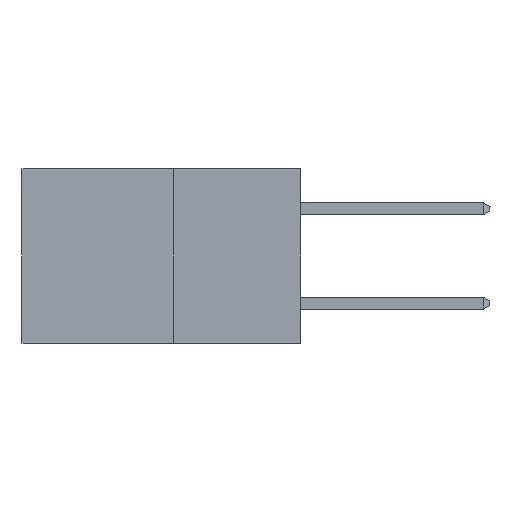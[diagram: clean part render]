
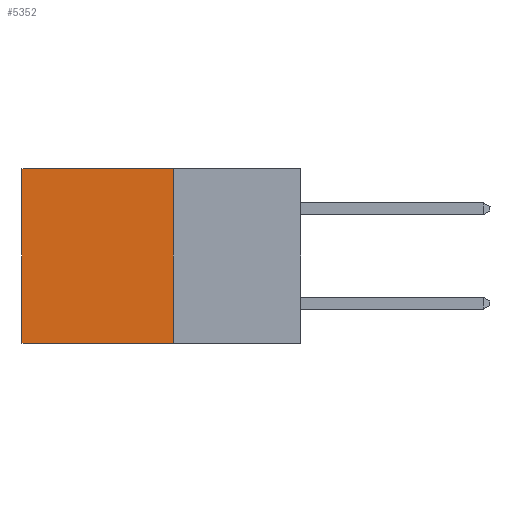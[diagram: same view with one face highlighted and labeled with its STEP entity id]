
A CAD part, left-side view. The second image highlights one B-rep face of the part: STEP entity #5352.
In plain terms, the highlighted planar face has unit normal (-1, 0, 0).
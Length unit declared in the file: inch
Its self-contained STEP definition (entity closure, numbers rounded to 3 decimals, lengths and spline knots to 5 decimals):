
#395 = FACE_OUTER_BOUND ( 'NONE', #10610, .T. ) ;
#882 = PLANE ( 'NONE',  #982 ) ;
#982 = AXIS2_PLACEMENT_3D ( 'NONE', #4262, #1782, #7554 ) ;
#1238 = VERTEX_POINT ( 'NONE', #10598 ) ;
#1374 = DIRECTION ( 'NONE',  ( 0., 1., 0. ) ) ;
#1782 = DIRECTION ( 'NONE',  ( 1., 0., 0. ) ) ;
#2244 = VERTEX_POINT ( 'NONE', #9564 ) ;
#2399 = ORIENTED_EDGE ( 'NONE', *, *, #8292, .T. ) ;
#2516 = VERTEX_POINT ( 'NONE', #7927 ) ;
#2636 = LINE ( 'NONE', #4679, #4854 ) ;
#2898 = CARTESIAN_POINT ( 'NONE',  ( 0.277, 0.27, -0.37 ) ) ;
#4262 = CARTESIAN_POINT ( 'NONE',  ( 0.277, 0.27, -0.37 ) ) ;
#4318 = LINE ( 'NONE', #6383, #8677 ) ;
#4679 = CARTESIAN_POINT ( 'NONE',  ( 0.277, 0.59, -0.37 ) ) ;
#4854 = VECTOR ( 'NONE', #8751, 39.37008 ) ;
#5269 = VECTOR ( 'NONE', #7802, 39.37008 ) ;
#5352 = ADVANCED_FACE ( 'NONE', ( #395 ), #882, .F. ) ;
#5908 = VERTEX_POINT ( 'NONE', #6760 ) ;
#6130 = EDGE_CURVE ( 'NONE', #2516, #1238, #9934, .T. ) ;
#6252 = DIRECTION ( 'NONE',  ( 0., 0., -1. ) ) ;
#6383 = CARTESIAN_POINT ( 'NONE',  ( 0.277, 0.27, 0. ) ) ;
#6760 = CARTESIAN_POINT ( 'NONE',  ( 0.277, 0.59, 0. ) ) ;
#6861 = EDGE_CURVE ( 'NONE', #1238, #2244, #8176, .T. ) ;
#7554 = DIRECTION ( 'NONE',  ( 0., 0., -1. ) ) ;
#7802 = DIRECTION ( 'NONE',  ( 0., 1., 0. ) ) ;
#7927 = CARTESIAN_POINT ( 'NONE',  ( 0.277, 0.27, 0. ) ) ;
#8176 = LINE ( 'NONE', #2898, #5269 ) ;
#8269 = ORIENTED_EDGE ( 'NONE', *, *, #8316, .T. ) ;
#8292 = EDGE_CURVE ( 'NONE', #5908, #2244, #2636, .T. ) ;
#8316 = EDGE_CURVE ( 'NONE', #2516, #5908, #4318, .T. ) ;
#8397 = ORIENTED_EDGE ( 'NONE', *, *, #6861, .F. ) ;
#8677 = VECTOR ( 'NONE', #1374, 39.37008 ) ;
#8751 = DIRECTION ( 'NONE',  ( 0., 0., -1. ) ) ;
#9564 = CARTESIAN_POINT ( 'NONE',  ( 0.277, 0.59, -0.37 ) ) ;
#9696 = VECTOR ( 'NONE', #6252, 39.37008 ) ;
#9934 = LINE ( 'NONE', #10230, #9696 ) ;
#10230 = CARTESIAN_POINT ( 'NONE',  ( 0.277, 0.27, -0.37 ) ) ;
#10507 = ORIENTED_EDGE ( 'NONE', *, *, #6130, .F. ) ;
#10598 = CARTESIAN_POINT ( 'NONE',  ( 0.277, 0.27, -0.37 ) ) ;
#10610 = EDGE_LOOP ( 'NONE', ( #2399, #8397, #10507, #8269 ) ) ;
